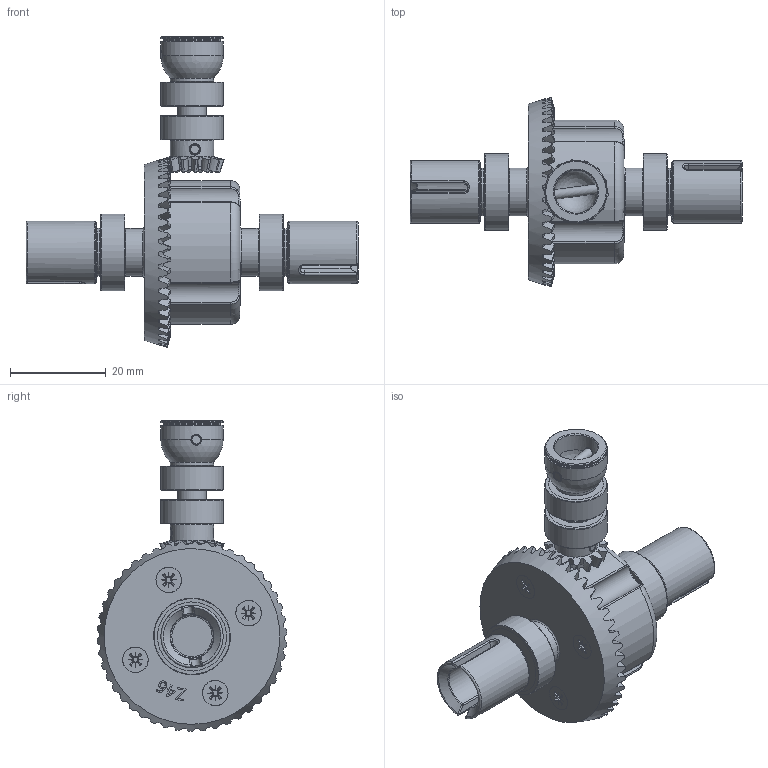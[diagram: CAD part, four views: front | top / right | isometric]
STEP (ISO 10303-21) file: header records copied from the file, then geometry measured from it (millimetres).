
FILE_DESCRIPTION(/* description */ (''),/* implementation_level */ '2;1');
FILE_NAME(/* name */ 'Difi.stp',/* time_stamp */ '2018-11-28T10:51:36+01:00',/* author */ ('nagyi'),/* organization */ (''),/* preprocessor_version */ 'ST-DEVELOPER v16.13',/* originating_system */ 'Autodesk Inventor 2018',/* authorisation */ '');
FILE_SCHEMA (('AUTOMOTIVE_DESIGN { 1 0 10303 214 3 1 1 }'));
Length unit declared in the file: millimetre
Products named in the file (15): Difi; Difi tengely; Csapágy 6x16x5 difi tengely; Napkerék; Csap napkerék; Bolygókerék tengely; Bolygókerék; Difi ház _1; Bevel Gear11; Kúpkerék tengely_2; Bevel Gear21; Csap Z14; kúpkerék csapágy _Z14 _  6x13x5; Hajtótengely csap 1; AS 1427 - M3 x 16
Assembly tree (26 placements, depth 2):
  Difi
    Difi tengely  x2
    Csapágy 6x16x5 difi tengely  x2
    Napkerék  x2
    Csap napkerék  x2
    Bolygókerék tengely  x2
    Bolygókerék  x4
    Difi ház _1
    Bevel Gear11
    Kúpkerék tengely_2
    Bevel Gear21
    Csap Z14
    kúpkerék csapágy _Z14 _  6x13x5  x2
    Hajtótengely csap 1
    AS 1427 - M3 x 16  x4
Bounding box: 69.19 x 39.57 x 64.8 mm (x, y, z)
Volume: 17222.5 mm3; surface area: 23303.9 mm2
Topology: 25 solids, 50 shells, 2280 faces, 5806 edges, 3633 vertices
Faces by surface type: cone 679, bspline 631, plane 579, cylinder 175, torus 158, sphere 58
Full cylindrical faces by diameter (mm): 2 x15, 2.693 x4, 3 x14, 5 x2, 5.3 x8, 6 x9, 7.6 x2, 7.8 x2, 8 x8, 8.451 x4, 9 x5, 9.6 x4, 10 x8, 11 x4, 11.4 x4, 12 x1, 13 x6, 14 x4, 14.4 x4, 15.95 x2, 16 x2, 30 x1
Entity records: 56869 total; most frequent: CARTESIAN_POINT 21303, ORIENTED_EDGE 7840, DIRECTION 6025, EDGE_CURVE 3900, VERTEX_POINT 2557, AXIS2_PLACEMENT_3D 2243, EDGE_LOOP 1871, ADVANCED_FACE 1594
